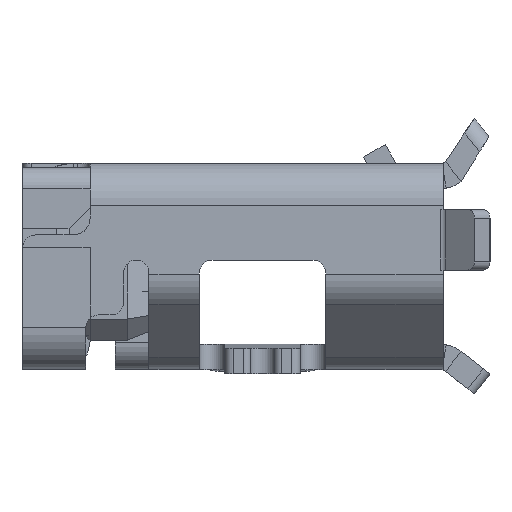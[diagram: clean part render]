
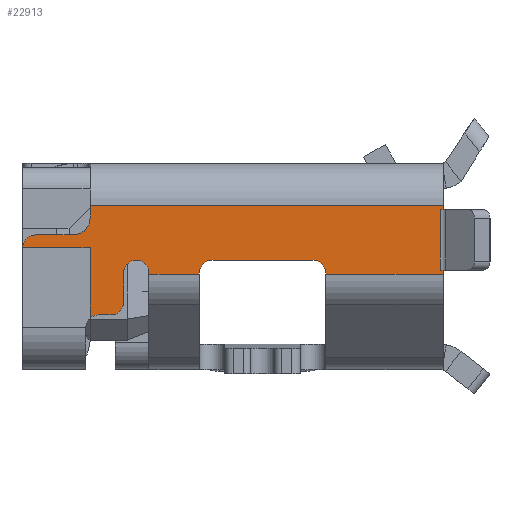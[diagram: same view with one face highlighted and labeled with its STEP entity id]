
A CAD part, left-side view. The second image highlights one B-rep face of the part: STEP entity #22913.
In plain terms, the highlighted planar face has unit normal (-1, 0, 0).
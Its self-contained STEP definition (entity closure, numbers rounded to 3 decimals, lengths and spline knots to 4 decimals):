
#1149=CIRCLE('',#24391,0.2);
#1184=CIRCLE('',#24454,0.15);
#1185=CIRCLE('',#24457,0.15);
#1306=CIRCLE('',#24750,0.15);
#1307=CIRCLE('',#24753,0.15);
#1308=CIRCLE('',#24756,0.15);
#1314=CIRCLE('',#24771,0.15);
#2344=FACE_OUTER_BOUND('',#3668,.T.);
#3668=EDGE_LOOP('',(#19262,#19263,#19264,#19265,#19266,#19267,#19268,#19269,
#19270,#19271,#19272,#19273,#19274,#19275,#19276,#19277,#19278,#19279,#19280,
#19281,#19282,#19283,#19284,#19285,#19286,#19287,#19288));
#5684=LINE('',#35428,#8214);
#5687=LINE('',#35436,#8217);
#5729=LINE('',#35596,#8259);
#5733=LINE('',#35605,#8263);
#5736=LINE('',#35613,#8266);
#5749=LINE('',#35656,#8279);
#5752=LINE('',#35663,#8282);
#5755=LINE('',#35669,#8285);
#5760=LINE('',#35683,#8290);
#5762=LINE('',#35692,#8292);
#5766=LINE('',#35698,#8296);
#5771=LINE('',#35713,#8301);
#6010=LINE('',#36387,#8540);
#6012=LINE('',#36391,#8542);
#6015=LINE('',#36399,#8545);
#6017=LINE('',#36406,#8547);
#6036=LINE('',#36457,#8566);
#6037=LINE('',#36458,#8567);
#6038=LINE('',#36459,#8568);
#6039=LINE('',#36460,#8569);
#8214=VECTOR('',#28976,4.2);
#8217=VECTOR('',#28983,0.45);
#8259=VECTOR('',#29151,0.0172);
#8263=VECTOR('',#29161,1.2);
#8266=VECTOR('',#29170,0.0172);
#8279=VECTOR('',#29213,0.05);
#8282=VECTOR('',#29218,0.0178);
#8285=VECTOR('',#29225,0.0166);
#8290=VECTOR('',#29242,0.7172);
#8292=VECTOR('',#29250,0.0166);
#8296=VECTOR('',#29256,0.05);
#8301=VECTOR('',#29277,1.4);
#8540=VECTOR('',#30022,0.6);
#8542=VECTOR('',#30026,0.0172);
#8545=VECTOR('',#30035,0.35);
#8547=VECTOR('',#30043,0.15);
#8566=VECTOR('',#30098,0.8382);
#8567=VECTOR('',#30099,0.0178);
#8568=VECTOR('',#30100,0.15);
#8569=VECTOR('',#30101,0.8);
#10353=VERTEX_POINT('',#35291);
#10396=VERTEX_POINT('',#35425);
#10397=VERTEX_POINT('',#35427);
#10399=VERTEX_POINT('',#35433);
#10400=VERTEX_POINT('',#35435);
#10402=VERTEX_POINT('',#35441);
#10454=VERTEX_POINT('',#35593);
#10455=VERTEX_POINT('',#35595);
#10456=VERTEX_POINT('',#35599);
#10457=VERTEX_POINT('',#35603);
#10458=VERTEX_POINT('',#35607);
#10459=VERTEX_POINT('',#35611);
#10474=VERTEX_POINT('',#35655);
#10476=VERTEX_POINT('',#35661);
#10477=VERTEX_POINT('',#35662);
#10481=VERTEX_POINT('',#35682);
#10484=VERTEX_POINT('',#35689);
#10485=VERTEX_POINT('',#35691);
#10486=VERTEX_POINT('',#35697);
#10671=VERTEX_POINT('',#36389);
#10672=VERTEX_POINT('',#36393);
#10673=VERTEX_POINT('',#36397);
#10674=VERTEX_POINT('',#36401);
#10675=VERTEX_POINT('',#36405);
#10676=VERTEX_POINT('',#36409);
#10688=VERTEX_POINT('',#36452);
#10689=VERTEX_POINT('',#36456);
#13147=EDGE_CURVE('',#10397,#10396,#5684,.T.);
#13151=EDGE_CURVE('',#10400,#10399,#5687,.T.);
#13154=EDGE_CURVE('',#10400,#10402,#1149,.T.);
#13228=EDGE_CURVE('',#10455,#10454,#5729,.T.);
#13231=EDGE_CURVE('',#10456,#10454,#1184,.T.);
#13233=EDGE_CURVE('',#10456,#10457,#5733,.T.);
#13235=EDGE_CURVE('',#10458,#10457,#1185,.T.);
#13237=EDGE_CURVE('',#10458,#10459,#5736,.T.);
#13259=EDGE_CURVE('',#10474,#10397,#5749,.T.);
#13262=EDGE_CURVE('',#10476,#10477,#5752,.T.);
#13266=EDGE_CURVE('',#10477,#10474,#5755,.T.);
#13273=EDGE_CURVE('',#10481,#10476,#5760,.T.);
#13277=EDGE_CURVE('',#10485,#10484,#5762,.T.);
#13281=EDGE_CURVE('',#10486,#10485,#5766,.T.);
#13290=EDGE_CURVE('',#10459,#10486,#5771,.T.);
#13631=EDGE_CURVE('',#10353,#10455,#6010,.T.);
#13633=EDGE_CURVE('',#10671,#10353,#6012,.T.);
#13634=EDGE_CURVE('',#10671,#10672,#1306,.T.);
#13637=EDGE_CURVE('',#10673,#10672,#6015,.T.);
#13638=EDGE_CURVE('',#10673,#10674,#1307,.T.);
#13640=EDGE_CURVE('',#10675,#10674,#6017,.T.);
#13643=EDGE_CURVE('',#10675,#10676,#1308,.T.);
#13665=EDGE_CURVE('',#10688,#10399,#1314,.T.);
#13666=EDGE_CURVE('',#10689,#10676,#6036,.T.);
#13667=EDGE_CURVE('',#10484,#10481,#6037,.T.);
#13668=EDGE_CURVE('',#10396,#10402,#6038,.T.);
#13669=EDGE_CURVE('',#10688,#10689,#6039,.T.);
#19262=ORIENTED_EDGE('',*,*,#13666,.T.);
#19263=ORIENTED_EDGE('',*,*,#13643,.F.);
#19264=ORIENTED_EDGE('',*,*,#13640,.T.);
#19265=ORIENTED_EDGE('',*,*,#13638,.F.);
#19266=ORIENTED_EDGE('',*,*,#13637,.T.);
#19267=ORIENTED_EDGE('',*,*,#13634,.F.);
#19268=ORIENTED_EDGE('',*,*,#13633,.T.);
#19269=ORIENTED_EDGE('',*,*,#13631,.T.);
#19270=ORIENTED_EDGE('',*,*,#13228,.T.);
#19271=ORIENTED_EDGE('',*,*,#13231,.F.);
#19272=ORIENTED_EDGE('',*,*,#13233,.T.);
#19273=ORIENTED_EDGE('',*,*,#13235,.F.);
#19274=ORIENTED_EDGE('',*,*,#13237,.T.);
#19275=ORIENTED_EDGE('',*,*,#13290,.T.);
#19276=ORIENTED_EDGE('',*,*,#13281,.T.);
#19277=ORIENTED_EDGE('',*,*,#13277,.T.);
#19278=ORIENTED_EDGE('',*,*,#13667,.T.);
#19279=ORIENTED_EDGE('',*,*,#13273,.T.);
#19280=ORIENTED_EDGE('',*,*,#13262,.T.);
#19281=ORIENTED_EDGE('',*,*,#13266,.T.);
#19282=ORIENTED_EDGE('',*,*,#13259,.T.);
#19283=ORIENTED_EDGE('',*,*,#13147,.T.);
#19284=ORIENTED_EDGE('',*,*,#13668,.T.);
#19285=ORIENTED_EDGE('',*,*,#13154,.F.);
#19286=ORIENTED_EDGE('',*,*,#13151,.T.);
#19287=ORIENTED_EDGE('',*,*,#13665,.F.);
#19288=ORIENTED_EDGE('',*,*,#13669,.T.);
#21714=PLANE('',#24772);
#22913=ADVANCED_FACE('',(#2344),#21714,.F.);
#24391=AXIS2_PLACEMENT_3D('',#35442,#28988,#28989);
#24454=AXIS2_PLACEMENT_3D('',#35601,#29156,#29157);
#24457=AXIS2_PLACEMENT_3D('',#35609,#29165,#29166);
#24750=AXIS2_PLACEMENT_3D('',#36394,#30029,#30030);
#24753=AXIS2_PLACEMENT_3D('',#36402,#30038,#30039);
#24756=AXIS2_PLACEMENT_3D('',#36411,#30048,#30049);
#24771=AXIS2_PLACEMENT_3D('',#36454,#30094,#30095);
#24772=AXIS2_PLACEMENT_3D('',#36455,#30096,#30097);
#28976=DIRECTION('',(0.,1.,0.));
#28983=DIRECTION('',(0.,1.,0.));
#28988=DIRECTION('center_axis',(-1.,0.,0.));
#28989=DIRECTION('ref_axis',(0.,0.,-1.));
#29151=DIRECTION('',(0.,0.,1.));
#29156=DIRECTION('center_axis',(-1.,0.,0.));
#29157=DIRECTION('ref_axis',(0.,0.,1.));
#29161=DIRECTION('',(0.,-1.,0.));
#29165=DIRECTION('center_axis',(-1.,0.,0.));
#29166=DIRECTION('ref_axis',(0.,-1.,0.));
#29170=DIRECTION('',(0.,0.,-1.));
#29213=DIRECTION('',(0.,0.,1.));
#29218=DIRECTION('',(0.,-1.,0.));
#29225=DIRECTION('',(0.,-1.,0.));
#29242=DIRECTION('',(0.,0.,1.));
#29250=DIRECTION('',(0.,1.,0.));
#29256=DIRECTION('',(0.,0.,1.));
#29277=DIRECTION('',(0.,-1.,0.));
#30022=DIRECTION('',(0.,-1.,0.));
#30026=DIRECTION('',(0.,0.,-1.));
#30029=DIRECTION('center_axis',(-1.,0.,0.));
#30030=DIRECTION('ref_axis',(0.,-1.,0.));
#30035=DIRECTION('',(0.,0.,1.));
#30038=DIRECTION('center_axis',(1.,0.,0.));
#30039=DIRECTION('ref_axis',(0.,-1.,0.));
#30043=DIRECTION('',(0.,-1.,0.));
#30048=DIRECTION('center_axis',(-1.,0.,0.));
#30049=DIRECTION('ref_axis',(0.,0.,1.));
#30094=DIRECTION('center_axis',(1.,0.,0.));
#30095=DIRECTION('ref_axis',(0.,1.,0.));
#30096=DIRECTION('center_axis',(1.,0.,0.));
#30097=DIRECTION('ref_axis',(0.,0.,1.));
#30098=DIRECTION('',(0.,0.,-1.));
#30099=DIRECTION('',(0.,1.,0.));
#30100=DIRECTION('',(0.,0.,-1.));
#30101=DIRECTION('',(0.,-1.,0.));
#35291=CARTESIAN_POINT('',(-3.75,-1.2,-5.7384));
#35425=CARTESIAN_POINT('',(-3.75,-0.5,-4.9212));
#35427=CARTESIAN_POINT('',(-3.75,-4.7,-4.9212));
#35428=CARTESIAN_POINT('',(-3.75,-4.7,-4.9212));
#35433=CARTESIAN_POINT('',(-3.75,0.15,-5.2712));
#35435=CARTESIAN_POINT('',(-3.75,-0.3,-5.2712));
#35436=CARTESIAN_POINT('',(-3.75,-0.3,-5.2712));
#35441=CARTESIAN_POINT('',(-3.75,-0.5,-5.0712));
#35442=CARTESIAN_POINT('Origin',(-3.75,-0.3,-5.0712));
#35593=CARTESIAN_POINT('',(-3.75,-1.8,-5.7212));
#35595=CARTESIAN_POINT('',(-3.75,-1.8,-5.7384));
#35596=CARTESIAN_POINT('',(-3.75,-1.8,-5.7384));
#35599=CARTESIAN_POINT('',(-3.75,-1.95,-5.5712));
#35601=CARTESIAN_POINT('Origin',(-3.75,-1.95,-5.7212));
#35603=CARTESIAN_POINT('',(-3.75,-3.15,-5.5712));
#35605=CARTESIAN_POINT('',(-3.75,-1.95,-5.5712));
#35607=CARTESIAN_POINT('',(-3.75,-3.3,-5.7212));
#35609=CARTESIAN_POINT('Origin',(-3.75,-3.15,-5.7212));
#35611=CARTESIAN_POINT('',(-3.75,-3.3,-5.7384));
#35613=CARTESIAN_POINT('',(-3.75,-3.3,-5.7212));
#35655=CARTESIAN_POINT('',(-3.75,-4.7,-4.9712));
#35656=CARTESIAN_POINT('',(-3.75,-4.7,-4.9712));
#35661=CARTESIAN_POINT('',(-3.75,-4.6656,-4.9712));
#35662=CARTESIAN_POINT('',(-3.75,-4.6834,-4.9712));
#35663=CARTESIAN_POINT('',(-3.75,-4.6656,-4.9712));
#35669=CARTESIAN_POINT('',(-3.75,-4.6656,-4.9712));
#35682=CARTESIAN_POINT('',(-3.75,-4.6656,-5.6884));
#35683=CARTESIAN_POINT('',(-3.75,-4.6656,-5.6884));
#35689=CARTESIAN_POINT('',(-3.75,-4.6834,-5.6884));
#35691=CARTESIAN_POINT('',(-3.75,-4.7,-5.6884));
#35692=CARTESIAN_POINT('',(-3.75,-4.7,-5.6884));
#35697=CARTESIAN_POINT('',(-3.75,-4.7,-5.7384));
#35698=CARTESIAN_POINT('',(-3.75,-4.7,-5.7384));
#35713=CARTESIAN_POINT('',(-3.75,-3.3,-5.7384));
#36387=CARTESIAN_POINT('',(-3.75,-1.2,-5.7384));
#36389=CARTESIAN_POINT('',(-3.75,-1.2,-5.7212));
#36391=CARTESIAN_POINT('',(-3.75,-1.2,-5.7212));
#36393=CARTESIAN_POINT('',(-3.75,-0.9,-5.7212));
#36394=CARTESIAN_POINT('Origin',(-3.75,-1.05,-5.7212));
#36397=CARTESIAN_POINT('',(-3.75,-0.9,-6.0712));
#36399=CARTESIAN_POINT('',(-3.75,-0.9,-6.0712));
#36401=CARTESIAN_POINT('',(-3.75,-0.75,-6.2212));
#36402=CARTESIAN_POINT('Origin',(-3.75,-0.75,-6.0712));
#36405=CARTESIAN_POINT('',(-3.75,-0.6,-6.2212));
#36406=CARTESIAN_POINT('',(-3.75,-0.6,-6.2212));
#36409=CARTESIAN_POINT('',(-3.75,-0.5,-6.2594));
#36411=CARTESIAN_POINT('Origin',(-3.75,-0.6,-6.3712));
#36452=CARTESIAN_POINT('',(-3.75,0.3,-5.4212));
#36454=CARTESIAN_POINT('Origin',(-3.75,0.15,-5.4212));
#36455=CARTESIAN_POINT('Origin',(-3.75,-2.2,-5.6462));
#36456=CARTESIAN_POINT('',(-3.75,-0.5,-5.4212));
#36457=CARTESIAN_POINT('',(-3.75,-0.5,-5.8962));
#36458=CARTESIAN_POINT('',(-3.75,-4.7,-5.6884));
#36459=CARTESIAN_POINT('',(-3.75,-0.5,-4.9212));
#36460=CARTESIAN_POINT('',(-3.75,-0.95,-5.4212));
